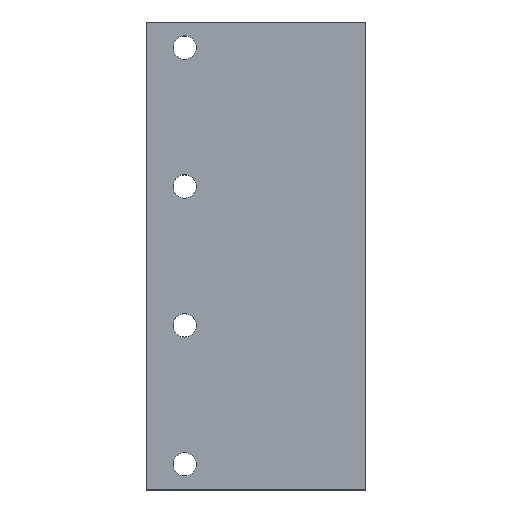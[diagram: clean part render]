
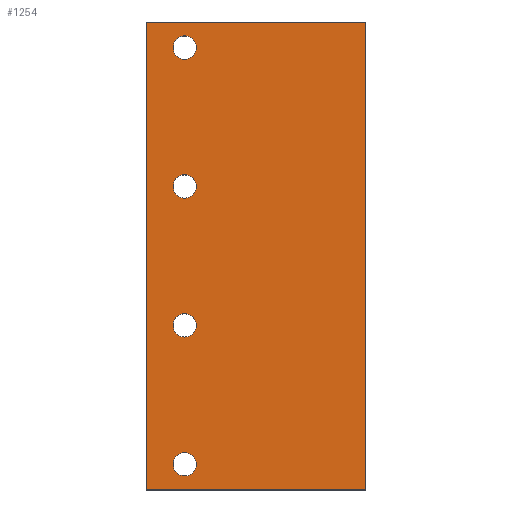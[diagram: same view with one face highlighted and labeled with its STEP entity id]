
A CAD part, top view. The second image highlights one B-rep face of the part: STEP entity #1254.
In plain terms, the highlighted planar face has unit normal (0, 0, 1).
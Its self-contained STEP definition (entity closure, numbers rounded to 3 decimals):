
#28 = CARTESIAN_POINT ( 'NONE',  ( -126.011, -18.5, 3.2 ) ) ;
#32 = CARTESIAN_POINT ( 'NONE',  ( -101.268, 42., 3.2 ) ) ;
#41 = EDGE_LOOP ( 'NONE', ( #485, #272, #476, #635 ) ) ;
#43 = DIRECTION ( 'NONE',  ( -1., 0., 0. ) ) ;
#46 = DIRECTION ( 'NONE',  ( -1., 0., 0. ) ) ;
#47 = CARTESIAN_POINT ( 'NONE',  ( -126.011, 19.5, 3.2 ) ) ;
#53 = EDGE_LOOP ( 'NONE', ( #1050, #1162 ) ) ;
#57 = CIRCLE ( 'NONE', #1082, 1.6 ) ;
#66 = CARTESIAN_POINT ( 'NONE',  ( -126.011, 38.5, 3.2 ) ) ;
#92 = ORIENTED_EDGE ( 'NONE', *, *, #521, .T. ) ;
#102 = ORIENTED_EDGE ( 'NONE', *, *, #679, .T. ) ;
#104 = CARTESIAN_POINT ( 'NONE',  ( -126.011, -18.5, 3.2 ) ) ;
#117 = CARTESIAN_POINT ( 'NONE',  ( -127.611, 0.5, 3.2 ) ) ;
#119 = EDGE_CURVE ( 'NONE', #215, #435, #1124, .T. ) ;
#137 = FACE_BOUND ( 'NONE', #53, .T. ) ;
#141 = FACE_BOUND ( 'NONE', #757, .T. ) ;
#149 = VERTEX_POINT ( 'NONE', #498 ) ;
#180 = CARTESIAN_POINT ( 'NONE',  ( -127.611, -18.5, 3.2 ) ) ;
#199 = DIRECTION ( 'NONE',  ( -1., 0., 0. ) ) ;
#201 = ORIENTED_EDGE ( 'NONE', *, *, #547, .T. ) ;
#205 = DIRECTION ( 'NONE',  ( -1., 0., 0. ) ) ;
#206 = VERTEX_POINT ( 'NONE', #715 ) ;
#215 = VERTEX_POINT ( 'NONE', #850 ) ;
#229 = DIRECTION ( 'NONE',  ( 0., 0., -1. ) ) ;
#267 = DIRECTION ( 'NONE',  ( 1., 0., 0. ) ) ;
#272 = ORIENTED_EDGE ( 'NONE', *, *, #736, .T. ) ;
#293 = DIRECTION ( 'NONE',  ( 0., -1., 0. ) ) ;
#332 = PLANE ( 'NONE',  #599 ) ;
#340 = LINE ( 'NONE', #1072, #1060 ) ;
#358 = EDGE_CURVE ( 'NONE', #459, #206, #425, .T. ) ;
#379 = EDGE_LOOP ( 'NONE', ( #1059, #201 ) ) ;
#384 = EDGE_CURVE ( 'NONE', #462, #838, #1011, .T. ) ;
#400 = VECTOR ( 'NONE', #293, 1000. ) ;
#425 = CIRCLE ( 'NONE', #727, 1.6 ) ;
#435 = VERTEX_POINT ( 'NONE', #563 ) ;
#437 = CARTESIAN_POINT ( 'NONE',  ( -126.011, 19.5, 3.2 ) ) ;
#439 = EDGE_CURVE ( 'NONE', #206, #459, #1123, .T. ) ;
#459 = VERTEX_POINT ( 'NONE', #1293 ) ;
#462 = VERTEX_POINT ( 'NONE', #180 ) ;
#476 = ORIENTED_EDGE ( 'NONE', *, *, #1236, .F. ) ;
#477 = DIRECTION ( 'NONE',  ( -1., 0., 0. ) ) ;
#483 = CARTESIAN_POINT ( 'NONE',  ( -126.011, 0.5, 3.2 ) ) ;
#485 = ORIENTED_EDGE ( 'NONE', *, *, #119, .T. ) ;
#489 = DIRECTION ( 'NONE',  ( 0., 0., -1. ) ) ;
#498 = CARTESIAN_POINT ( 'NONE',  ( -131.268, 42., 3.2 ) ) ;
#521 = EDGE_CURVE ( 'NONE', #1273, #1296, #991, .T. ) ;
#543 = FACE_BOUND ( 'NONE', #1228, .T. ) ;
#547 = EDGE_CURVE ( 'NONE', #943, #624, #600, .T. ) ;
#556 = AXIS2_PLACEMENT_3D ( 'NONE', #28, #880, #1084 ) ;
#559 = CIRCLE ( 'NONE', #601, 1.6 ) ;
#563 = CARTESIAN_POINT ( 'NONE',  ( -101.268, -22., 3.2 ) ) ;
#599 = AXIS2_PLACEMENT_3D ( 'NONE', #656, #651, #43 ) ;
#600 = CIRCLE ( 'NONE', #1208, 1.6 ) ;
#601 = AXIS2_PLACEMENT_3D ( 'NONE', #1220, #1121, #199 ) ;
#624 = VERTEX_POINT ( 'NONE', #946 ) ;
#635 = ORIENTED_EDGE ( 'NONE', *, *, #1077, .T. ) ;
#651 = DIRECTION ( 'NONE',  ( 0., 0., 1. ) ) ;
#656 = CARTESIAN_POINT ( 'NONE',  ( -186.615, 42., 3.2 ) ) ;
#669 = CARTESIAN_POINT ( 'NONE',  ( -124.411, 38.5, 3.2 ) ) ;
#679 = EDGE_CURVE ( 'NONE', #1296, #1273, #559, .T. ) ;
#715 = CARTESIAN_POINT ( 'NONE',  ( -124.411, 19.5, 3.2 ) ) ;
#718 = DIRECTION ( 'NONE',  ( 0., 0., -1. ) ) ;
#727 = AXIS2_PLACEMENT_3D ( 'NONE', #437, #1075, #1284 ) ;
#728 = AXIS2_PLACEMENT_3D ( 'NONE', #483, #489, #907 ) ;
#736 = EDGE_CURVE ( 'NONE', #435, #810, #1173, .T. ) ;
#757 = EDGE_LOOP ( 'NONE', ( #92, #102 ) ) ;
#763 = DIRECTION ( 'NONE',  ( 0., 1., 0. ) ) ;
#765 = EDGE_CURVE ( 'NONE', #624, #943, #57, .T. ) ;
#809 = LINE ( 'NONE', #1227, #400 ) ;
#810 = VERTEX_POINT ( 'NONE', #32 ) ;
#838 = VERTEX_POINT ( 'NONE', #1270 ) ;
#850 = CARTESIAN_POINT ( 'NONE',  ( -131.268, -22., 3.2 ) ) ;
#867 = DIRECTION ( 'NONE',  ( 1., 0., 0. ) ) ;
#869 = CARTESIAN_POINT ( 'NONE',  ( -126.011, 38.5, 3.2 ) ) ;
#877 = DIRECTION ( 'NONE',  ( 0., 0., -1. ) ) ;
#880 = DIRECTION ( 'NONE',  ( 0., 0., -1. ) ) ;
#881 = VECTOR ( 'NONE', #267, 1000. ) ;
#882 = CARTESIAN_POINT ( 'NONE',  ( -124.411, 0.5, 3.2 ) ) ;
#907 = DIRECTION ( 'NONE',  ( -1., 0., 0. ) ) ;
#943 = VERTEX_POINT ( 'NONE', #669 ) ;
#946 = CARTESIAN_POINT ( 'NONE',  ( -127.611, 38.5, 3.2 ) ) ;
#991 = CIRCLE ( 'NONE', #728, 1.6 ) ;
#994 = CARTESIAN_POINT ( 'NONE',  ( -186.615, -22., 3.2 ) ) ;
#1011 = CIRCLE ( 'NONE', #556, 1.6 ) ;
#1013 = AXIS2_PLACEMENT_3D ( 'NONE', #47, #877, #1199 ) ;
#1050 = ORIENTED_EDGE ( 'NONE', *, *, #358, .T. ) ;
#1059 = ORIENTED_EDGE ( 'NONE', *, *, #765, .T. ) ;
#1060 = VECTOR ( 'NONE', #867, 1000. ) ;
#1068 = CARTESIAN_POINT ( 'NONE',  ( -101.268, 42., 3.2 ) ) ;
#1072 = CARTESIAN_POINT ( 'NONE',  ( -186.615, 42., 3.2 ) ) ;
#1075 = DIRECTION ( 'NONE',  ( 0., 0., -1. ) ) ;
#1077 = EDGE_CURVE ( 'NONE', #149, #215, #809, .T. ) ;
#1082 = AXIS2_PLACEMENT_3D ( 'NONE', #869, #229, #46 ) ;
#1084 = DIRECTION ( 'NONE',  ( -1., 0., 0. ) ) ;
#1093 = EDGE_CURVE ( 'NONE', #838, #462, #1096, .T. ) ;
#1096 = CIRCLE ( 'NONE', #1272, 1.6 ) ;
#1121 = DIRECTION ( 'NONE',  ( 0., 0., -1. ) ) ;
#1123 = CIRCLE ( 'NONE', #1013, 1.6 ) ;
#1124 = LINE ( 'NONE', #994, #881 ) ;
#1146 = VECTOR ( 'NONE', #763, 1000. ) ;
#1149 = ORIENTED_EDGE ( 'NONE', *, *, #1093, .T. ) ;
#1162 = ORIENTED_EDGE ( 'NONE', *, *, #439, .T. ) ;
#1173 = LINE ( 'NONE', #1068, #1146 ) ;
#1179 = FACE_OUTER_BOUND ( 'NONE', #41, .T. ) ;
#1196 = ORIENTED_EDGE ( 'NONE', *, *, #384, .T. ) ;
#1199 = DIRECTION ( 'NONE',  ( -1., 0., 0. ) ) ;
#1208 = AXIS2_PLACEMENT_3D ( 'NONE', #66, #1209, #477 ) ;
#1209 = DIRECTION ( 'NONE',  ( 0., 0., -1. ) ) ;
#1220 = CARTESIAN_POINT ( 'NONE',  ( -126.011, 0.5, 3.2 ) ) ;
#1227 = CARTESIAN_POINT ( 'NONE',  ( -131.268, 0., 3.2 ) ) ;
#1228 = EDGE_LOOP ( 'NONE', ( #1196, #1149 ) ) ;
#1236 = EDGE_CURVE ( 'NONE', #149, #810, #340, .T. ) ;
#1254 = ADVANCED_FACE ( 'NONE', ( #1281, #137, #141, #543, #1179 ), #332, .T. ) ;
#1270 = CARTESIAN_POINT ( 'NONE',  ( -124.411, -18.5, 3.2 ) ) ;
#1272 = AXIS2_PLACEMENT_3D ( 'NONE', #104, #718, #205 ) ;
#1273 = VERTEX_POINT ( 'NONE', #117 ) ;
#1281 = FACE_BOUND ( 'NONE', #379, .T. ) ;
#1284 = DIRECTION ( 'NONE',  ( -1., 0., 0. ) ) ;
#1293 = CARTESIAN_POINT ( 'NONE',  ( -127.611, 19.5, 3.2 ) ) ;
#1296 = VERTEX_POINT ( 'NONE', #882 ) ;
